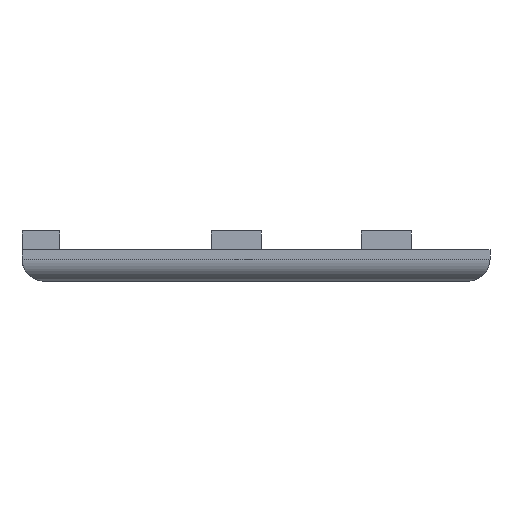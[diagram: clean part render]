
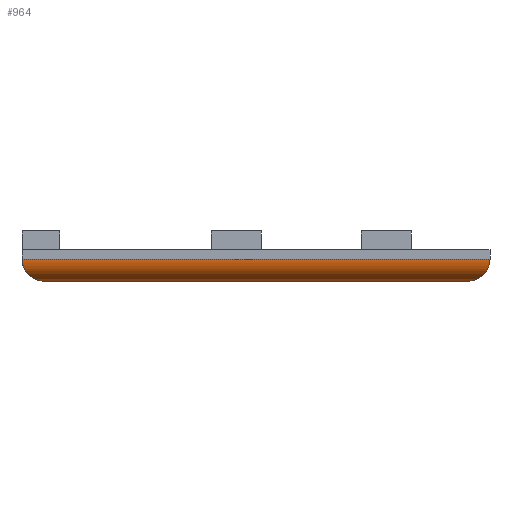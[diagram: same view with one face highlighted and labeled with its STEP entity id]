
A CAD part, front view. The second image highlights one B-rep face of the part: STEP entity #964.
In plain terms, the highlighted cylindrical face has radius 3.5 mm (diameter 7 mm), a partial arc.
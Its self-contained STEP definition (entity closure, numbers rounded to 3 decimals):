
#20=ELLIPSE('',#1023,4.95,3.5);
#23=ELLIPSE('',#1029,4.95,3.5);
#28=CYLINDRICAL_SURFACE('',#1028,3.5);
#73=FACE_OUTER_BOUND('',#130,.T.);
#130=EDGE_LOOP('',(#731,#732,#733,#734));
#228=LINE('',#1452,#348);
#229=LINE('',#1455,#349);
#348=VECTOR('',#1185,67.5);
#349=VECTOR('',#1188,74.5);
#452=VERTEX_POINT('',#1434);
#453=VERTEX_POINT('',#1436);
#457=VERTEX_POINT('',#1451);
#458=VERTEX_POINT('',#1453);
#556=EDGE_CURVE('',#452,#453,#20,.T.);
#564=EDGE_CURVE('',#452,#457,#228,.T.);
#565=EDGE_CURVE('',#457,#458,#23,.T.);
#566=EDGE_CURVE('',#458,#453,#229,.T.);
#731=ORIENTED_EDGE('',*,*,#564,.T.);
#732=ORIENTED_EDGE('',*,*,#565,.T.);
#733=ORIENTED_EDGE('',*,*,#566,.T.);
#734=ORIENTED_EDGE('',*,*,#556,.F.);
#964=ADVANCED_FACE('',(#73),#28,.T.);
#1023=AXIS2_PLACEMENT_3D('',#1437,#1168,#1169);
#1028=AXIS2_PLACEMENT_3D('',#1450,#1183,#1184);
#1029=AXIS2_PLACEMENT_3D('',#1454,#1186,#1187);
#1168=DIRECTION('center_axis',(-0.707,0.707,0.));
#1169=DIRECTION('ref_axis',(0.707,0.707,0.));
#1183=DIRECTION('center_axis',(1.,0.,0.));
#1184=DIRECTION('ref_axis',(0.,-0.707,-0.707));
#1185=DIRECTION('',(1.,0.,0.));
#1186=DIRECTION('center_axis',(-0.707,-0.707,0.));
#1187=DIRECTION('ref_axis',(-0.707,0.707,0.));
#1188=DIRECTION('',(-1.,0.,0.));
#1434=CARTESIAN_POINT('',(-54.5,-13.,0.));
#1436=CARTESIAN_POINT('',(-58.,-16.5,3.5));
#1437=CARTESIAN_POINT('Origin',(-54.5,-13.,3.5));
#1450=CARTESIAN_POINT('Origin',(0.765,-13.,3.5));
#1451=CARTESIAN_POINT('',(13.,-13.,0.));
#1452=CARTESIAN_POINT('',(0.765,-13.,0.));
#1453=CARTESIAN_POINT('',(16.5,-16.5,3.5));
#1454=CARTESIAN_POINT('Origin',(13.,-13.,3.5));
#1455=CARTESIAN_POINT('',(0.765,-16.5,3.5));
